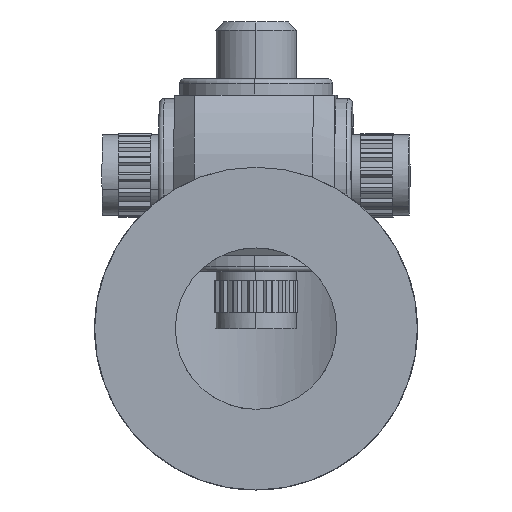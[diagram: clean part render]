
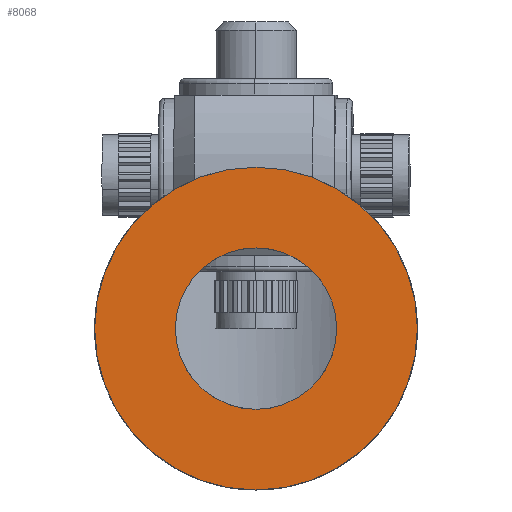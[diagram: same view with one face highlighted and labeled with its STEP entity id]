
A CAD part, left-side view. The second image highlights one B-rep face of the part: STEP entity #8068.
In plain terms, the highlighted face is planar.
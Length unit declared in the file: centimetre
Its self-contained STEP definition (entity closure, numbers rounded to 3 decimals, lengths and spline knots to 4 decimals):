
#1920=PLANE('',#8557);
#2259=VERTEX_POINT('',#11744);
#2291=VERTEX_POINT('',#12101);
#2988=CIRCLE('',#8535,0.5);
#2994=CIRCLE('',#8556,1.);
#3454=EDGE_CURVE('',#2259,#2259,#2988,.T.);
#3500=EDGE_CURVE('',#2291,#2291,#2994,.T.);
#4737=ORIENTED_EDGE('',*,*,#3454,.T.);
#4738=ORIENTED_EDGE('',*,*,#3500,.F.);
#7051=EDGE_LOOP('',(#4737));
#7052=EDGE_LOOP('',(#4738));
#7563=FACE_BOUND('',#7051,.T.);
#7564=FACE_BOUND('',#7052,.T.);
#8068=ADVANCED_FACE('',(#7563,#7564),#1920,.T.);
#8535=AXIS2_PLACEMENT_3D('',#11743,#9495,#9496);
#8556=AXIS2_PLACEMENT_3D('',#12100,#9549,#9550);
#8557=AXIS2_PLACEMENT_3D('',#12102,#9551,$);
#9495=DIRECTION('',(0.,0.,-1.));
#9496=DIRECTION('',(0.5,0.,0.));
#9549=DIRECTION('',(0.,0.,-1.));
#9550=DIRECTION('',(1.,0.,0.));
#9551=DIRECTION('',(0.,0.,1.));
#11743=CARTESIAN_POINT('',(0.,0.,2.25));
#11744=CARTESIAN_POINT('',(-0.5,0.,2.25));
#12100=CARTESIAN_POINT('',(0.,0.,2.25));
#12101=CARTESIAN_POINT('',(1.,0.,2.25));
#12102=CARTESIAN_POINT('',(0.,0.,2.25));
